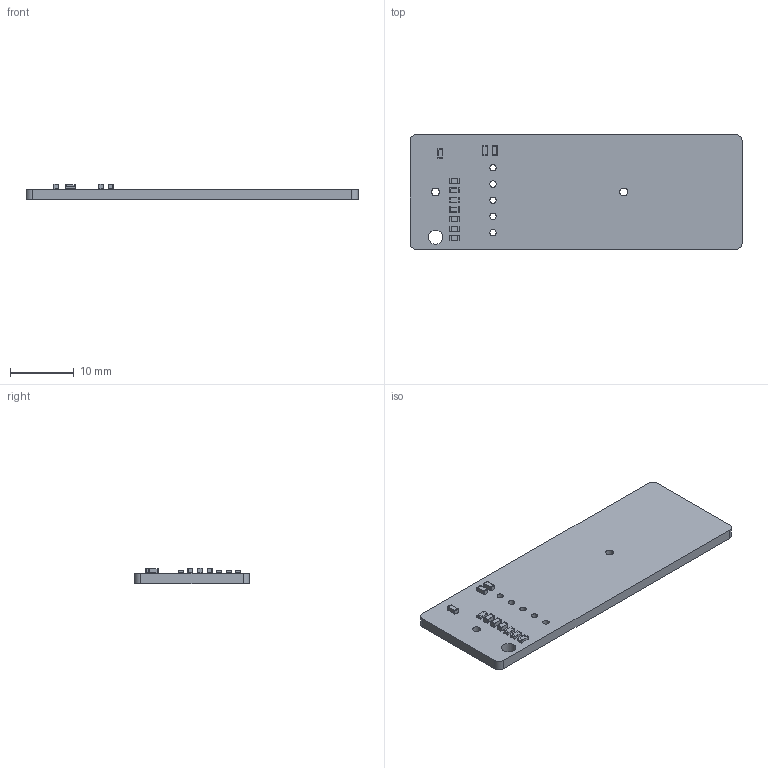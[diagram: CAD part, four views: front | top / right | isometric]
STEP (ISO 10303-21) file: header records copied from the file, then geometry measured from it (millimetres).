
FILE_DESCRIPTION(('KiCad electronic assembly'),'2;1');
FILE_NAME('LoRa-V3-Mini-PCB-3D.step','2024-10-09T13:14:30',('Pcbnew'),( 'Kicad'),'Open CASCADE STEP processor 7.6','KiCad to STEP converter' ,'Unknown');
FILE_SCHEMA(('AUTOMOTIVE_DESIGN { 1 0 10303 214 1 1 1 1 }'));
Length unit declared in the file: millimetre
Products named in the file (11): LoRa-V3-Mini-PCB-3D 1; C0603; Part 3; Part 2; Part 1; R0603; Part 4; kibot_xg9chx8f_PCB
Assembly tree (18 placements, depth 3):
  LoRa-V3-Mini-PCB-3D 1
    C0603  x6
      Part 3
      Part 2
      Part 1
    R0603  x4
      Part 4
      Part 3
      Part 2
      Part 1
    kibot_xg9chx8f_PCB
Bounding box: 52 x 18 x 2.35 mm (x, y, z)
Volume: 1487.5 mm3; surface area: 2206.6 mm2
Topology: 35 solids, 35 shells, 438 faces, 1008 edges, 592 vertices
Faces by surface type: plane 242, cylinder 148, sphere 48
Full cylindrical faces by diameter (mm): 1 x5, 1.25 x2, 2.25 x1
Entity records: 3442 total; most frequent: DIRECTION 538, CARTESIAN_POINT 491, ORIENTED_EDGE 456, EDGE_CURVE 228, AXIS2_PLACEMENT_3D 191, LINE 156, VECTOR 156, VERTEX_POINT 144
